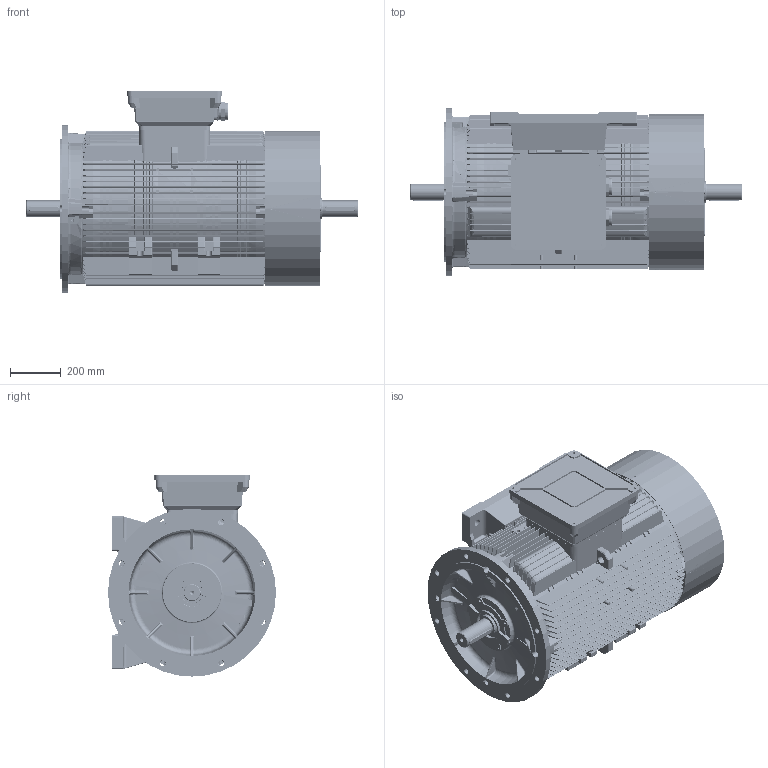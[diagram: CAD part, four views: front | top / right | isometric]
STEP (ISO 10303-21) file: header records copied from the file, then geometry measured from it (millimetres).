
FILE_DESCRIPTION (( 'STEP AP214' ), '1' );
FILE_NAME ('FCAP315 L(a,b,c,d)-B3 B5-IC411-2 POLES-TB LEFT-DOUBLE SHAFT.STEP', '2024-10-21T13:06:54', ( '' ), ( '' ), 'SwSTEP 2.0', 'SolidWorks 2024', '' );
FILE_SCHEMA (( 'AUTOMOTIVE_DESIGN' ));
Length unit declared in the file: millimetre
Products named in the file (31): Copriventola 315M  h.215 - con boccaglio; Piede  315L SINISTRO; FCAP315 L(a,b,c,d)-B3 B5-IC411-2 POLES-TB LEFT-DOUBLE SHAFT; UNI6592-23x39-8.8_zincato; A35640W_Coperchietto interno ghisa_Ø cusc180; NU_317_C3; Guarnizione scatola-coperchio 315M-355T; PRESSACAVO M63; Tappo M63; MOLLA ONDULATA GANDINI SSB-0709-Ø180-PRECARICO 494 N_COMPRESSA A 4mm-658 N; DIN931-M22x140_8,8; BOCCAGLIO BP251; Coperchio scatola morsetti 315M-355T; A35653W_Coperchietto interno ghisa_Ø cusc180; A35785W_RONDELLA QUADRA IN ACCIAIO A DISEGNO-35X35X5-FORO Ø23; din3760-a_85x110x12-nbr-g_0851101215_Internordic; GRIGLIA BP251; Scatola morsetti 315M-355T_SENZA FORI; A37012W_Coperchietto esterno ghisa Ø180_foroØ86_H5_FORI INGRASSAGGI; Piede  315L DESTRO; ANELLO D''ARRESTO UNI7435-D85; 6317_C3_VL0241-INSULATED; A35776W_Coperchietto esterno ghisa Ø180_foro Ø86; A35638W_Scudo ghisa Posteriore C315M_cuscinetto Ø180 GHISA_Cuscinetto 180; Guarnizione scatola-motore 315M-355T; UNI6604-A-18x11x120; Scatola morsetti 315M-355T; Albero 315M-2 poli; A35637W_Flangia 315M - Cusc.180; UNI7473-M22-5S_zincato; Carcassa 315M-355T_pacco 480
Assembly tree (34 placements, depth 3):
  FCAP315 L(a,b,c,d)-B3 B5-IC411-2 POLES-TB LEFT-DOUBLE SHAFT
    A35638W_Scudo ghisa Posteriore C315M_cuscinetto Ø180 GHISA_Cuscinetto 180
    A35637W_Flangia 315M - Cusc.180
    Piede  315L SINISTRO
    Piede  315L DESTRO
    A35653W_Coperchietto interno ghisa_Ø cusc180
    A35776W_Coperchietto esterno ghisa Ø180_foro Ø86
    ANELLO D''ARRESTO UNI7435-D85
    MOLLA ONDULATA GANDINI SSB-0709-Ø180-PRECARICO 494 N_COMPRESSA A 4mm-658 N
    6317_C3_VL0241-INSULATED
    din3760-a_85x110x12-nbr-g_0851101215_Internordic
    Copriventola 315M  h.215 - con boccaglio
    BOCCAGLIO BP251
    GRIGLIA BP251
    DIN931-M22x140_8,8
    UNI6592-23x39-8.8_zincato
    UNI7473-M22-5S_zincato
    A35785W_RONDELLA QUADRA IN ACCIAIO A DISEGNO-35X35X5-FORO Ø23
    A37012W_Coperchietto esterno ghisa Ø180_foroØ86_H5_FORI INGRASSAGGI
    A35640W_Coperchietto interno ghisa_Ø cusc180
    NU_317_C3
    Albero 315M-2 poli  x2
    UNI6604-A-18x11x120  x2
    Carcassa 315M-355T_pacco 480
    Scatola morsetti 315M-355T
      Guarnizione scatola-motore 315M-355T
      Scatola morsetti 315M-355T_SENZA FORI
      Guarnizione scatola-coperchio 315M-355T
      Coperchio scatola morsetti 315M-355T
      PRESSACAVO M63  x2
      Tappo M63  x2
Bounding box: 1305 x 660 x 791 mm (x, y, z)
Volume: 72260296.3 mm3; surface area: 13557493.7 mm2
Topology: 73 solids, 77 shells, 7929 faces, 25321 edges, 15968 vertices
Faces by surface type: cylinder 3700, plane 2228, cone 761, torus 651, bspline 387, sphere 202
Entity records: 304460 total; most frequent: CARTESIAN_POINT 93243, ORIENTED_EDGE 48472, DIRECTION 41630, EDGE_CURVE 24236, AXIS2_PLACEMENT_3D 15821, VERTEX_POINT 15425, VECTOR 9988, LINE 9988
